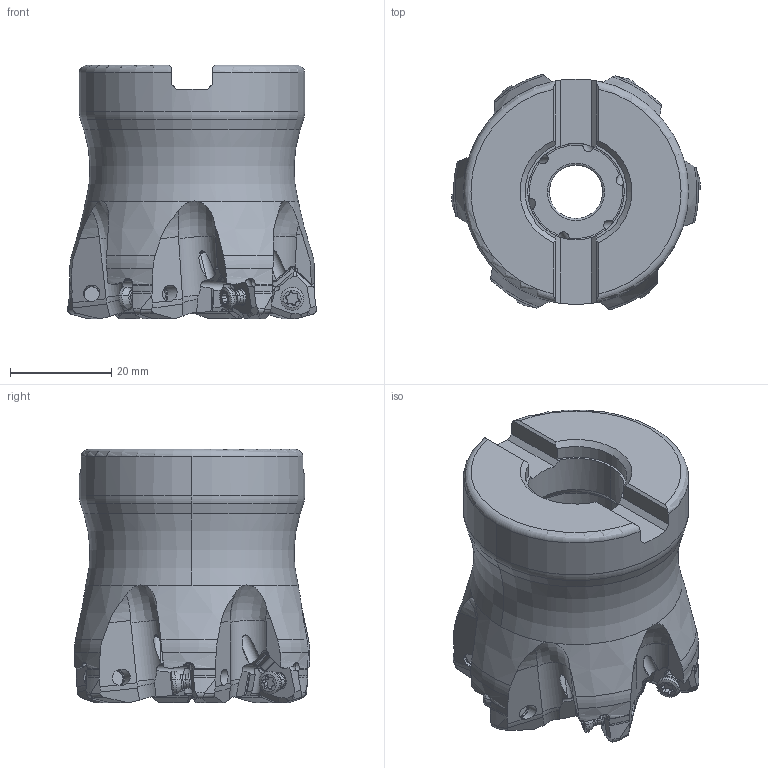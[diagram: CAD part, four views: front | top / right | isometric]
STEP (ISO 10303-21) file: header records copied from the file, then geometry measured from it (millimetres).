
FILE_DESCRIPTION(/* description */ (''),/* implementation_level */ '2;1');
FILE_NAME(/* name */ 'WJX09UR2_0006AA.stp',/* time_stamp */ '2020-10-29T16:34:36+09:00',/* author */ (''),/* organization */ (''),/* preprocessor_version */ 'ST-DEVELOPER v16',/* originating_system */ 'SIEMENS PLM Software NX 10.0',/* authorisation */ '');
FILE_SCHEMA (('AUTOMOTIVE_DESIGN { 1 0 10303 214 3 1 1 1 }'));
Length unit declared in the file: millimetre
Products named in the file (1): WJX09UR2_0006AA_ASM
Bounding box: 49.07 x 46.45 x 50 mm (x, y, z)
Volume: 55269.8 mm3; surface area: 14683.7 mm2
Topology: 7 solids, 7 shells, 793 faces, 2359 edges, 1560 vertices
Faces by surface type: cylinder 318, plane 219, torus 96, cone 76, sphere 48, bspline 36
Entity records: 34563 total; most frequent: CARTESIAN_POINT 13730, ORIENTED_EDGE 4670, DIRECTION 4125, EDGE_CURVE 2335, AXIS2_PLACEMENT_3D 1749, VERTEX_POINT 1551, EDGE_LOOP 814, ADVANCED_FACE 793
